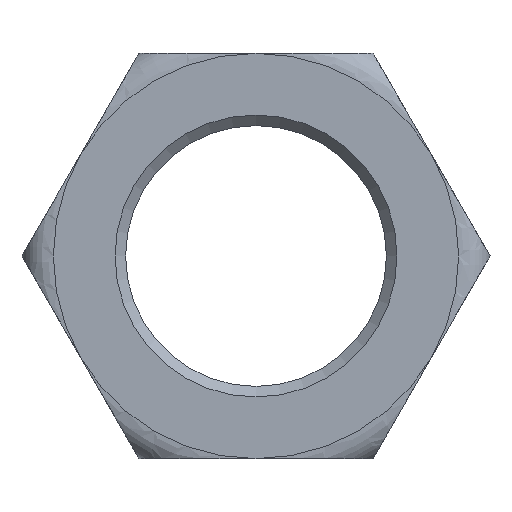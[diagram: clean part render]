
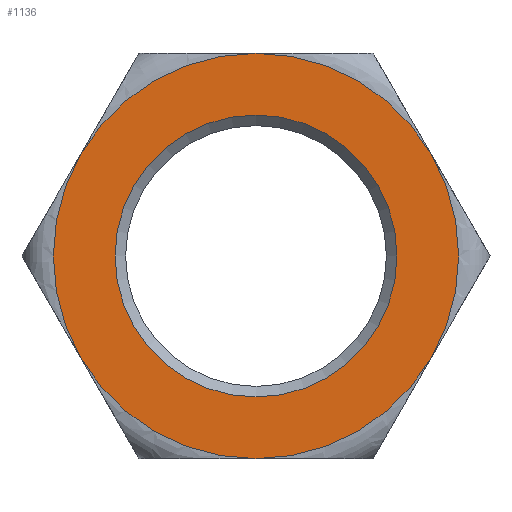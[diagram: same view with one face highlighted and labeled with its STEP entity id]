
A CAD part, front view. The second image highlights one B-rep face of the part: STEP entity #1136.
In plain terms, the highlighted planar face has unit normal (0, -1, 0).
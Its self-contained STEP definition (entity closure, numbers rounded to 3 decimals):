
#33 = CARTESIAN_POINT ( 'NONE',  ( 0., -32., 0. ) ) ;
#60 = DIRECTION ( 'NONE',  ( 1., 0., 0. ) ) ;
#90 = CARTESIAN_POINT ( 'NONE',  ( 0., -32., 0. ) ) ;
#117 = CARTESIAN_POINT ( 'NONE',  ( -33.198, -32., 57.5 ) ) ;
#125 = DIRECTION ( 'NONE',  ( 0., 0., 1. ) ) ;
#126 = DIRECTION ( 'NONE',  ( 1., 0., 0. ) ) ;
#133 = AXIS2_PLACEMENT_3D ( 'NONE', #344, #240, #125 ) ;
#142 = DIRECTION ( 'NONE',  ( 0., 1., 0. ) ) ;
#147 = CARTESIAN_POINT ( 'NONE',  ( 0., -32., 57.5 ) ) ;
#154 = DIRECTION ( 'NONE',  ( 1., 0., 0. ) ) ;
#157 = FACE_OUTER_BOUND ( 'NONE', #961, .T. ) ;
#207 = CIRCLE ( 'NONE', #871, 57.5 ) ;
#218 = DIRECTION ( 'NONE',  ( -0.5, 0., 0.866 ) ) ;
#230 = VERTEX_POINT ( 'NONE', #637 ) ;
#236 = EDGE_CURVE ( 'NONE', #463, #1114, #1450, .T. ) ;
#240 = DIRECTION ( 'NONE',  ( 0., 1., 0. ) ) ;
#279 = CARTESIAN_POINT ( 'NONE',  ( -66.395, -32., 0. ) ) ;
#344 = CARTESIAN_POINT ( 'NONE',  ( 0., -32., 0. ) ) ;
#345 = EDGE_CURVE ( 'NONE', #919, #358, #1251, .T. ) ;
#354 = LINE ( 'NONE', #565, #516 ) ;
#358 = VERTEX_POINT ( 'NONE', #499 ) ;
#365 = ORIENTED_EDGE ( 'NONE', *, *, #1371, .F. ) ;
#374 = VECTOR ( 'NONE', #992, 1000. ) ;
#382 = PLANE ( 'NONE',  #537 ) ;
#390 = CARTESIAN_POINT ( 'NONE',  ( -49.797, -32., -28.75 ) ) ;
#396 = CARTESIAN_POINT ( 'NONE',  ( 0., -32., 0. ) ) ;
#403 = ORIENTED_EDGE ( 'NONE', *, *, #1440, .F. ) ;
#420 = AXIS2_PLACEMENT_3D ( 'NONE', #396, #850, #1265 ) ;
#421 = EDGE_LOOP ( 'NONE', ( #1106 ) ) ;
#435 = ORIENTED_EDGE ( 'NONE', *, *, #1361, .F. ) ;
#448 = VERTEX_POINT ( 'NONE', #1403 ) ;
#463 = VERTEX_POINT ( 'NONE', #390 ) ;
#465 = AXIS2_PLACEMENT_3D ( 'NONE', #33, #142, #154 ) ;
#499 = CARTESIAN_POINT ( 'NONE',  ( 0., -32., -57.5 ) ) ;
#505 = DIRECTION ( 'NONE',  ( 0., 1., 0. ) ) ;
#507 = DIRECTION ( 'NONE',  ( -1., 0., 0. ) ) ;
#508 = DIRECTION ( 'NONE',  ( 0., 0., 1. ) ) ;
#516 = VECTOR ( 'NONE', #218, 1000. ) ;
#537 = AXIS2_PLACEMENT_3D ( 'NONE', #612, #619, #508 ) ;
#545 = DIRECTION ( 'NONE',  ( 0., 1., 0. ) ) ;
#565 = CARTESIAN_POINT ( 'NONE',  ( -33.198, -32., -57.5 ) ) ;
#584 = ORIENTED_EDGE ( 'NONE', *, *, #1247, .F. ) ;
#585 = CIRCLE ( 'NONE', #420, 57.5 ) ;
#587 = DIRECTION ( 'NONE',  ( 1., 0., 0. ) ) ;
#612 = CARTESIAN_POINT ( 'NONE',  ( 0., -32., 0. ) ) ;
#619 = DIRECTION ( 'NONE',  ( 0., 1., 0. ) ) ;
#637 = CARTESIAN_POINT ( 'NONE',  ( 49.796, -32., 28.75 ) ) ;
#664 = EDGE_CURVE ( 'NONE', #742, #742, #781, .T. ) ;
#694 = CARTESIAN_POINT ( 'NONE',  ( 0., -32., -57.5 ) ) ;
#708 = CIRCLE ( 'NONE', #1144, 57.5 ) ;
#720 = LINE ( 'NONE', #279, #757 ) ;
#721 = ORIENTED_EDGE ( 'NONE', *, *, #1273, .F. ) ;
#723 = CARTESIAN_POINT ( 'NONE',  ( -49.796, -32., 28.75 ) ) ;
#730 = VECTOR ( 'NONE', #507, 1000. ) ;
#733 = DIRECTION ( 'NONE',  ( 0., 1., 0. ) ) ;
#734 = CIRCLE ( 'NONE', #465, 57.5 ) ;
#742 = VERTEX_POINT ( 'NONE', #1029 ) ;
#757 = VECTOR ( 'NONE', #861, 1000. ) ;
#777 = ORIENTED_EDGE ( 'NONE', *, *, #345, .F. ) ;
#781 = CIRCLE ( 'NONE', #133, 40. ) ;
#812 = ORIENTED_EDGE ( 'NONE', *, *, #1430, .F. ) ;
#825 = AXIS2_PLACEMENT_3D ( 'NONE', #90, #545, #60 ) ;
#829 = CARTESIAN_POINT ( 'NONE',  ( 0., -32., 0. ) ) ;
#837 = CARTESIAN_POINT ( 'NONE',  ( -49.796, -32., 28.75 ) ) ;
#850 = DIRECTION ( 'NONE',  ( 0., 1., 0. ) ) ;
#861 = DIRECTION ( 'NONE',  ( 0.5, 0., 0.866 ) ) ;
#871 = AXIS2_PLACEMENT_3D ( 'NONE', #1162, #733, #587 ) ;
#905 = EDGE_CURVE ( 'NONE', #973, #1318, #1342, .T. ) ;
#918 = CIRCLE ( 'NONE', #1047, 57.5 ) ;
#919 = VERTEX_POINT ( 'NONE', #694 ) ;
#961 = EDGE_LOOP ( 'NONE', ( #721, #777, #403, #365, #435, #1386, #812, #1027, #1319, #584 ) ) ;
#967 = EDGE_CURVE ( 'NONE', #1114, #1325, #720, .T. ) ;
#973 = VERTEX_POINT ( 'NONE', #1399 ) ;
#992 = DIRECTION ( 'NONE',  ( 1., 0., 0. ) ) ;
#1027 = ORIENTED_EDGE ( 'NONE', *, *, #967, .F. ) ;
#1029 = CARTESIAN_POINT ( 'NONE',  ( 0., -32., 40. ) ) ;
#1047 = AXIS2_PLACEMENT_3D ( 'NONE', #1117, #1125, #126 ) ;
#1106 = ORIENTED_EDGE ( 'NONE', *, *, #664, .T. ) ;
#1114 = VERTEX_POINT ( 'NONE', #837 ) ;
#1117 = CARTESIAN_POINT ( 'NONE',  ( 0., -32., 0. ) ) ;
#1125 = DIRECTION ( 'NONE',  ( 0., 1., 0. ) ) ;
#1136 = ADVANCED_FACE ( 'NONE', ( #1289, #157 ), #382, .F. ) ;
#1144 = AXIS2_PLACEMENT_3D ( 'NONE', #829, #505, #1402 ) ;
#1162 = CARTESIAN_POINT ( 'NONE',  ( 0., -32., 0. ) ) ;
#1230 = CARTESIAN_POINT ( 'NONE',  ( 33.198, -32., -57.5 ) ) ;
#1247 = EDGE_CURVE ( 'NONE', #1393, #463, #354, .T. ) ;
#1251 = LINE ( 'NONE', #1230, #730 ) ;
#1265 = DIRECTION ( 'NONE',  ( 1., 0., 0. ) ) ;
#1273 = EDGE_CURVE ( 'NONE', #358, #1393, #918, .T. ) ;
#1289 = FACE_BOUND ( 'NONE', #421, .T. ) ;
#1318 = VERTEX_POINT ( 'NONE', #147 ) ;
#1319 = ORIENTED_EDGE ( 'NONE', *, *, #236, .F. ) ;
#1325 = VERTEX_POINT ( 'NONE', #723 ) ;
#1342 = LINE ( 'NONE', #117, #374 ) ;
#1361 = EDGE_CURVE ( 'NONE', #1318, #230, #734, .T. ) ;
#1371 = EDGE_CURVE ( 'NONE', #230, #448, #207, .T. ) ;
#1386 = ORIENTED_EDGE ( 'NONE', *, *, #905, .F. ) ;
#1393 = VERTEX_POINT ( 'NONE', #1395 ) ;
#1395 = CARTESIAN_POINT ( 'NONE',  ( -49.796, -32., -28.75 ) ) ;
#1399 = CARTESIAN_POINT ( 'NONE',  ( 0., -32., 57.5 ) ) ;
#1402 = DIRECTION ( 'NONE',  ( 1., 0., 0. ) ) ;
#1403 = CARTESIAN_POINT ( 'NONE',  ( 49.796, -32., -28.75 ) ) ;
#1430 = EDGE_CURVE ( 'NONE', #1325, #973, #708, .T. ) ;
#1440 = EDGE_CURVE ( 'NONE', #448, #919, #585, .T. ) ;
#1450 = CIRCLE ( 'NONE', #825, 57.5 ) ;
